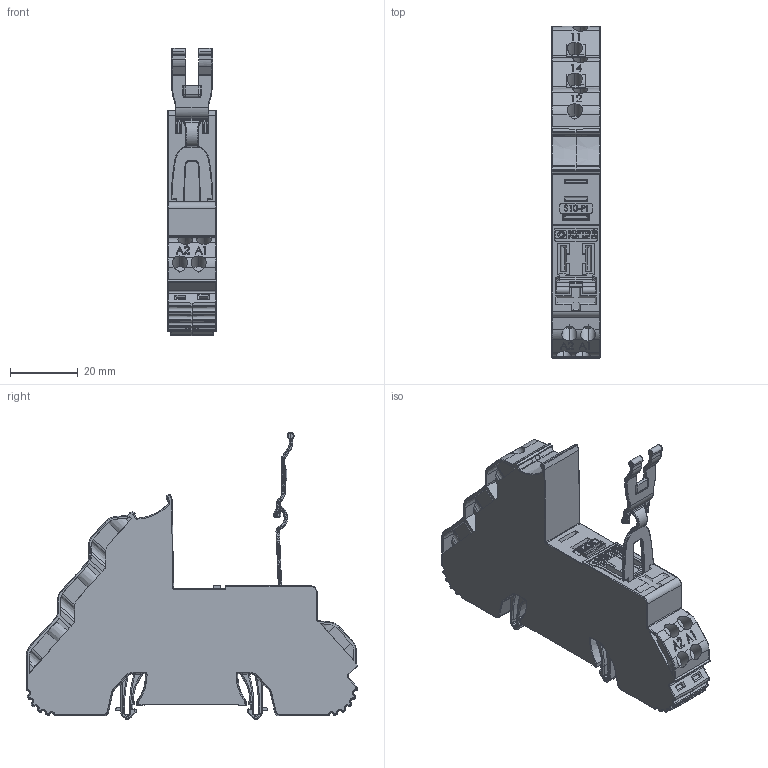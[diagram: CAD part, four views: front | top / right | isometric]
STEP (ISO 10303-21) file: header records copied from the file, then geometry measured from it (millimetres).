
FILE_DESCRIPTION (( 'STEP AP214' ), '1' );
FILE_NAME ('S10-PI.STEP', '2020-11-19T14:19:30', ( '' ), ( '' ), 'SwSTEP 2.0', 'SolidWorks 2016', '' );
FILE_SCHEMA (( 'AUTOMOTIVE_DESIGN' ));
Length unit declared in the file: millimetre
Products named in the file (1): S10-PI
Bounding box: 14.4 x 97.67 x 84.49 mm (x, y, z)
Volume: 50765.7 mm3; surface area: 16333.8 mm2
Topology: 2 solids, 2 shells, 1949 faces, 4800 edges, 2905 vertices
Faces by surface type: plane 744, bspline 566, cylinder 413, cone 102, torus 90, sphere 34
Entity records: 88224 total; most frequent: CARTESIAN_POINT 26049, ORIENTED_EDGE 9588, DIRECTION 6973, EDGE_CURVE 4794, VERTEX_POINT 2903, LINE 2361, VECTOR 2361, AXIS2_PLACEMENT_3D 2306
